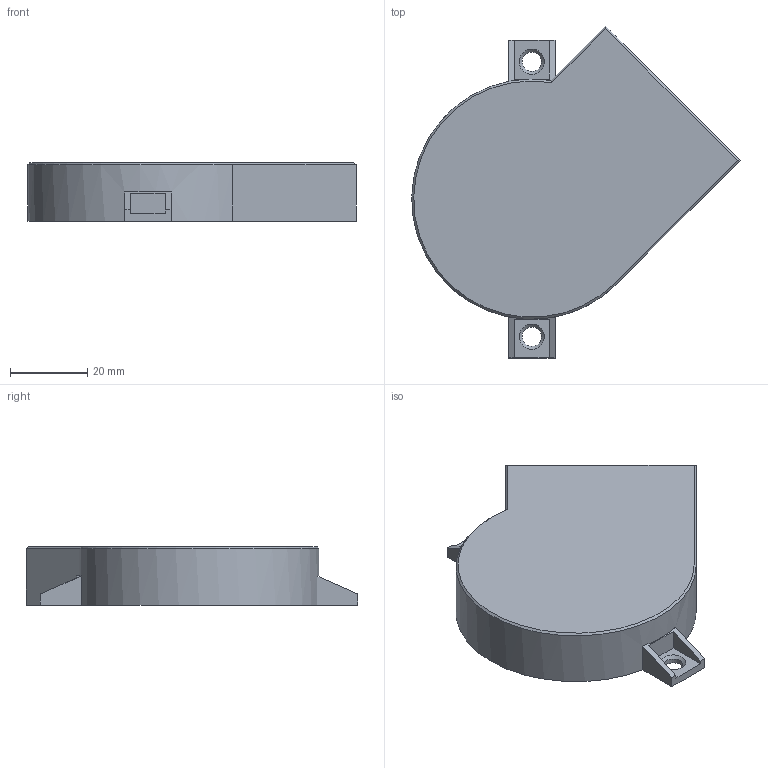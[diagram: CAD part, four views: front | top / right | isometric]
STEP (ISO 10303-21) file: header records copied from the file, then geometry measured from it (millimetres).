
FILE_DESCRIPTION(/* description */ ('Alibre Inc.'),/* implementation_level */ '2;1');
FILE_NAME(/* name */ 'export0',/* time_stamp */ '2017-07-21T18:25:21-04:00',/* author */ (''),/* organization */ (''),/* preprocessor_version */ 'ST-DEVELOPER v14',/* originating_system */ 'Alibre',/* authorisation */ '');
FILE_SCHEMA (('AUTOMOTIVE_DESIGN'));
Length unit declared in the file: centimetre
Bounding box: 84.81 x 85.71 x 15 mm (x, y, z)
Volume: 11144.2 mm3; surface area: 14173.3 mm2
Topology: 1 solids, 1 shells, 64 faces, 169 edges, 107 vertices
Faces by surface type: plane 35, cylinder 24, cone 3, torus 2
Full cylindrical faces by diameter (mm): 5 x2
Entity records: 2078 total; most frequent: CARTESIAN_POINT 614, ORIENTED_EDGE 332, DIRECTION 238, EDGE_CURVE 165, VERTEX_POINT 107, VECTOR 105, LINE 105, AXIS2_PLACEMENT_3D 84
